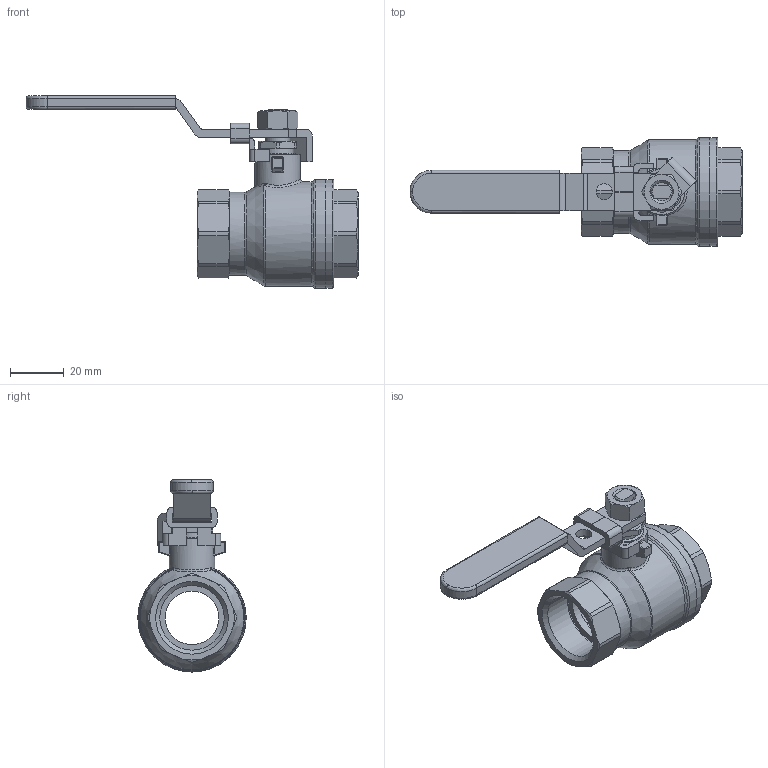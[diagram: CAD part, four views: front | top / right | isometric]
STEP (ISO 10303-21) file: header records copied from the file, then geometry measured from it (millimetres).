
FILE_DESCRIPTION(/* description */ ('Unknown'),/* implementation_level */ '2;1');
FILE_NAME(/* name */ '9360-05',/* time_stamp */ '2022-07-04T08:38:13+02:00',/* author */ ('Unknown'),/* organization */ ('Unknown'),/* preprocessor_version */ 'ST-DEVELOPER v16.7',/* originating_system */ 'Solid Edge',/* authorisation */ 'Unknown');
FILE_SCHEMA (('AUTOMOTIVE_DESIGN {1 0 10303 214 3 1 1}'));
Length unit declared in the file: millimetre
Products named in the file (15): 9360-05; Edelstahlgriff-1_4-3_4; Stahlgriff-n; Stahlgriff-u; schloss; 9380__3_4_oa_0; Körper__3_4; Spindel-Zusammanbau__3_4_oa_1; Spindel__3_4; Stopfbuchse__1_2 - 3_4; Einschraubteil__3_4; 600-1_2-Mutter
Assembly tree (14 placements, depth 4):
  9360-05
    Edelstahlgriff-1_4-3_4
      Stahlgriff-n
        Stahlgriff-n
      Stahlgriff-u
        Stahlgriff-u
      schloss
        schloss
    9380__3_4_oa_0
      Körper__3_4
      Spindel-Zusammanbau__3_4_oa_1
        Spindel__3_4
      Stopfbuchse__1_2 - 3_4
      Einschraubteil__3_4
    600-1_2-Mutter
Bounding box: 124 x 40.5 x 71.75 mm (x, y, z)
Volume: 36568.9 mm3; surface area: 30380.1 mm2
Topology: 8 solids, 8 shells, 331 faces, 817 edges, 512 vertices
Faces by surface type: plane 138, cylinder 99, cone 60, bspline 18, sphere 9, torus 7
Full cylindrical faces by diameter (mm): 6 x1, 6.75 x1, 9 x2, 9.3 x1, 11 x1, 12 x2, 12.376 x2, 14 x1, 17 x1, 20 x2, 24.117 x4, 27 x2, 31 x1, 31.376 x1, 33 x2, 35 x1, 37.2 x1, 39 x1, 40.5 x2
Entity records: 12015 total; most frequent: CARTESIAN_POINT 2914, DIRECTION 1558, ORIENTED_EDGE 1480, EDGE_CURVE 740, AXIS2_PLACEMENT_3D 611, VERTEX_POINT 488, EDGE_LOOP 408, FACE_BOUND 408
